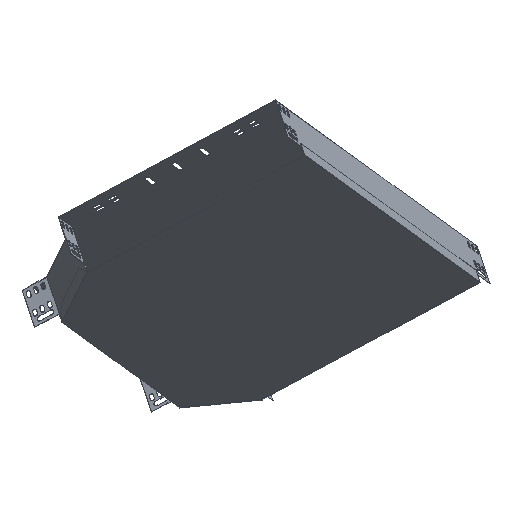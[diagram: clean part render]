
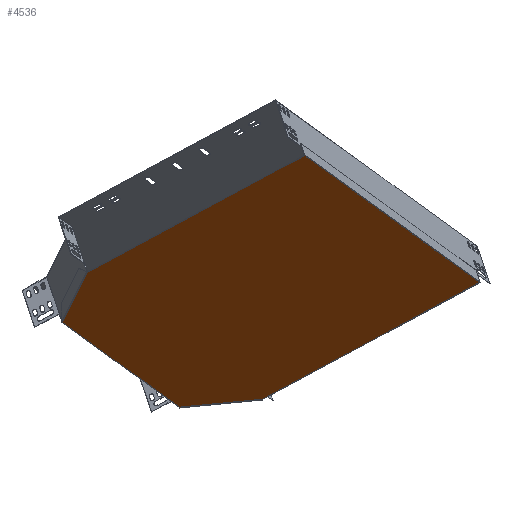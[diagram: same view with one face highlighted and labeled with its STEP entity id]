
A CAD part, front view. The second image highlights one B-rep face of the part: STEP entity #4536.
In plain terms, the highlighted planar face has unit normal (0.283, -0.485, -0.827).
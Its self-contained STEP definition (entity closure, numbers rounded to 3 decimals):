
#126 = EDGE_CURVE ( 'NONE', #4421, #2190, #8176, .T. ) ;
#136 = EDGE_CURVE ( 'NONE', #11432, #3981, #5289, .T. ) ;
#249 = VECTOR ( 'NONE', #7197, 1000. ) ;
#438 = CARTESIAN_POINT ( 'NONE',  ( -308.523, 109.605, 54.222 ) ) ;
#766 = CARTESIAN_POINT ( 'NONE',  ( 71.208, -115.35, 316.067 ) ) ;
#777 = CARTESIAN_POINT ( 'NONE',  ( -267.948, -1.754, 133.443 ) ) ;
#970 = VECTOR ( 'NONE', #6712, 1000. ) ;
#1185 = VECTOR ( 'NONE', #1357, 1000. ) ;
#1318 = VECTOR ( 'NONE', #5625, 1000. ) ;
#1335 = VERTEX_POINT ( 'NONE', #11140 ) ;
#1339 = EDGE_CURVE ( 'NONE', #1335, #2781, #3837, .T. ) ;
#1357 = DIRECTION ( 'NONE',  ( 0.919, 0.385, 0.088 ) ) ;
#1426 = EDGE_CURVE ( 'NONE', #12323, #1335, #8240, .T. ) ;
#1462 = LINE ( 'NONE', #6078, #11584 ) ;
#1599 = ORIENTED_EDGE ( 'NONE', *, *, #2284, .T. ) ;
#2190 = VERTEX_POINT ( 'NONE', #9085 ) ;
#2284 = EDGE_CURVE ( 'NONE', #12323, #7116, #3651, .T. ) ;
#2369 = LINE ( 'NONE', #9596, #9990 ) ;
#2528 = EDGE_CURVE ( 'NONE', #4184, #3981, #1462, .T. ) ;
#2552 = ORIENTED_EDGE ( 'NONE', *, *, #2528, .T. ) ;
#2594 = DIRECTION ( 'NONE',  ( 0.919, 0.385, 0.088 ) ) ;
#2653 = VECTOR ( 'NONE', #11221, 1000. ) ;
#2745 = CARTESIAN_POINT ( 'NONE',  ( -385.035, 331.722, -102.278 ) ) ;
#2747 = CARTESIAN_POINT ( 'NONE',  ( -308.211, 108.717, 54.85 ) ) ;
#2781 = VERTEX_POINT ( 'NONE', #777 ) ;
#2841 = VECTOR ( 'NONE', #12139, 1000. ) ;
#3066 = DIRECTION ( 'NONE',  ( 0.455, 0.827, -0.33 ) ) ;
#3486 = CARTESIAN_POINT ( 'NONE',  ( -125.05, 441.917, -78.047 ) ) ;
#3651 = LINE ( 'NONE', #5828, #6131 ) ;
#3837 = LINE ( 'NONE', #12106, #1185 ) ;
#3981 = VERTEX_POINT ( 'NONE', #4502 ) ;
#3990 = EDGE_CURVE ( 'NONE', #11426, #4184, #11751, .T. ) ;
#4003 = ORIENTED_EDGE ( 'NONE', *, *, #4073, .T. ) ;
#4073 = EDGE_CURVE ( 'NONE', #4421, #11426, #2369, .T. ) ;
#4163 = CARTESIAN_POINT ( 'NONE',  ( 70.694, -116.286, 316.441 ) ) ;
#4184 = VERTEX_POINT ( 'NONE', #8944 ) ;
#4421 = VERTEX_POINT ( 'NONE', #3486 ) ;
#4498 = ORIENTED_EDGE ( 'NONE', *, *, #12178, .T. ) ;
#4502 = CARTESIAN_POINT ( 'NONE',  ( 344.417, 381.662, 117.834 ) ) ;
#4536 = ADVANCED_FACE ( 'NONE', ( #6106 ), #6878, .F. ) ;
#4713 = AXIS2_PLACEMENT_3D ( 'NONE', #2745, #5938, #12558 ) ;
#5289 = LINE ( 'NONE', #4163, #12590 ) ;
#5474 = ORIENTED_EDGE ( 'NONE', *, *, #1339, .F. ) ;
#5625 = DIRECTION ( 'NONE',  ( 0.276, -0.785, 0.555 ) ) ;
#5745 = CARTESIAN_POINT ( 'NONE',  ( -306.925, 109.256, 54.974 ) ) ;
#5828 = CARTESIAN_POINT ( 'NONE',  ( -307.476, 109.025, 54.921 ) ) ;
#5938 = DIRECTION ( 'NONE',  ( -0.283, 0.485, 0.827 ) ) ;
#6078 = CARTESIAN_POINT ( 'NONE',  ( 5.261, 495.258, -64.791 ) ) ;
#6106 = FACE_OUTER_BOUND ( 'NONE', #8930, .T. ) ;
#6131 = VECTOR ( 'NONE', #6812, 1000. ) ;
#6566 = ORIENTED_EDGE ( 'NONE', *, *, #10373, .T. ) ;
#6712 = DIRECTION ( 'NONE',  ( 0.455, 0.827, -0.33 ) ) ;
#6722 = ORIENTED_EDGE ( 'NONE', *, *, #1426, .F. ) ;
#6812 = DIRECTION ( 'NONE',  ( 0.919, 0.385, 0.088 ) ) ;
#6878 = PLANE ( 'NONE',  #4713 ) ;
#7116 = VERTEX_POINT ( 'NONE', #7750 ) ;
#7197 = DIRECTION ( 'NONE',  ( 0.276, -0.785, 0.555 ) ) ;
#7750 = CARTESIAN_POINT ( 'NONE',  ( -306.925, 109.256, 54.974 ) ) ;
#7928 = ORIENTED_EDGE ( 'NONE', *, *, #136, .F. ) ;
#8070 = ORIENTED_EDGE ( 'NONE', *, *, #126, .F. ) ;
#8176 = LINE ( 'NONE', #9084, #249 ) ;
#8240 = LINE ( 'NONE', #438, #2841 ) ;
#8906 = LINE ( 'NONE', #5745, #970 ) ;
#8930 = EDGE_LOOP ( 'NONE', ( #4498, #8070, #4003, #9291, #2552, #7928, #6566, #5474, #6722, #1599 ) ) ;
#8944 = CARTESIAN_POINT ( 'NONE',  ( 5.261, 495.258, -64.791 ) ) ;
#9084 = CARTESIAN_POINT ( 'NONE',  ( -124.83, 441.289, -77.603 ) ) ;
#9085 = CARTESIAN_POINT ( 'NONE',  ( -124.664, 440.818, -77.27 ) ) ;
#9291 = ORIENTED_EDGE ( 'NONE', *, *, #3990, .T. ) ;
#9596 = CARTESIAN_POINT ( 'NONE',  ( -126.089, 441.482, -78.147 ) ) ;
#9629 = CARTESIAN_POINT ( 'NONE',  ( 4.875, 496.357, -65.567 ) ) ;
#9798 = DIRECTION ( 'NONE',  ( 0.845, -0.283, 0.455 ) ) ;
#9990 = VECTOR ( 'NONE', #2594, 1000. ) ;
#10278 = CARTESIAN_POINT ( 'NONE',  ( 70.533, -115.124, 315.703 ) ) ;
#10373 = EDGE_CURVE ( 'NONE', #11432, #2781, #10544, .T. ) ;
#10544 = LINE ( 'NONE', #10278, #2653 ) ;
#11140 = CARTESIAN_POINT ( 'NONE',  ( -269.234, -2.293, 133.319 ) ) ;
#11221 = DIRECTION ( 'NONE',  ( -0.845, 0.283, -0.455 ) ) ;
#11330 = CARTESIAN_POINT ( 'NONE',  ( 5.096, 495.729, -65.123 ) ) ;
#11426 = VERTEX_POINT ( 'NONE', #9629 ) ;
#11432 = VERTEX_POINT ( 'NONE', #766 ) ;
#11584 = VECTOR ( 'NONE', #9798, 1000. ) ;
#11751 = LINE ( 'NONE', #11330, #1318 ) ;
#12106 = CARTESIAN_POINT ( 'NONE',  ( -268.499, -1.985, 133.39 ) ) ;
#12139 = DIRECTION ( 'NONE',  ( 0.276, -0.785, 0.555 ) ) ;
#12178 = EDGE_CURVE ( 'NONE', #7116, #2190, #8906, .T. ) ;
#12323 = VERTEX_POINT ( 'NONE', #2747 ) ;
#12558 = DIRECTION ( 'NONE',  ( -0.455, -0.827, 0.33 ) ) ;
#12590 = VECTOR ( 'NONE', #3066, 1000. ) ;
